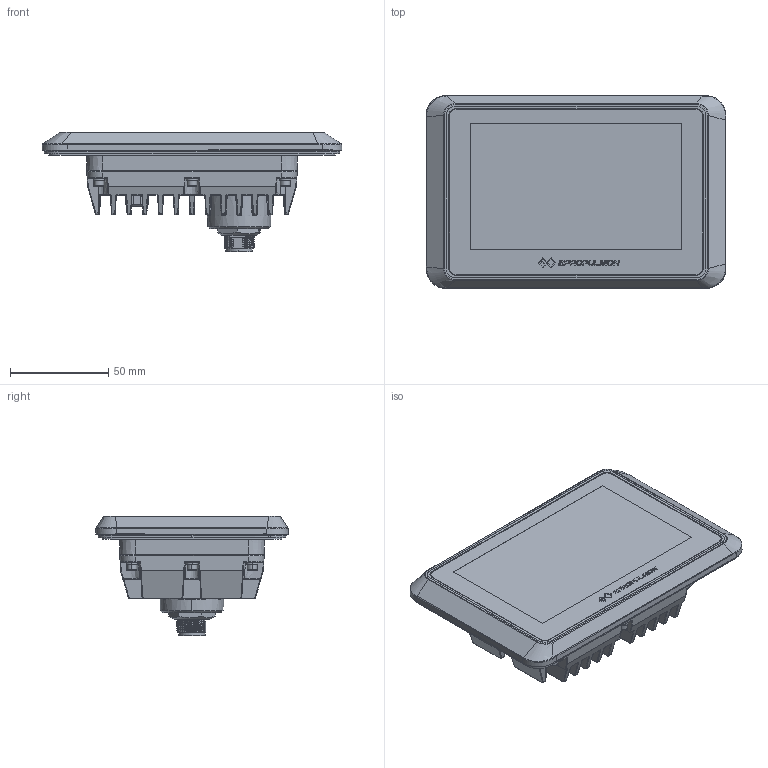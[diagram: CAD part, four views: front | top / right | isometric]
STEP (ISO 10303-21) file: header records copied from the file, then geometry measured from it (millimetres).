
FILE_DESCRIPTION (( 'STEP AP214' ), '1' );
FILE_NAME ('X-珆尨そ.STEP', '2024-10-30T08:34:47', ( '砯雄' ), ( '砯雄' ), 'SwSTEP 2.0', 'SolidWorks 2021', '' );
FILE_SCHEMA (( 'AUTOMOTIVE_DESIGN' ));
Length unit declared in the file: millimetre
Products named in the file (1): X-珆尨そ
Bounding box: 152.61 x 98.05 x 60.75 mm (x, y, z)
Surface area: 66705.3 mm2 (no closed solid volume)
Topology: 0 solids, 43 shells, 1097 faces, 3943 edges, 2835 vertices
Faces by surface type: plane 353, cylinder 334, bspline 294, torus 60, cone 45, sphere 11
Entity records: 80530 total; most frequent: CARTESIAN_POINT 38652, ORIENTED_EDGE 6283, DIRECTION 5246, EDGE_CURVE 3940, VERTEX_POINT 2835, LINE 1878, VECTOR 1878, AXIS2_PLACEMENT_3D 1684
